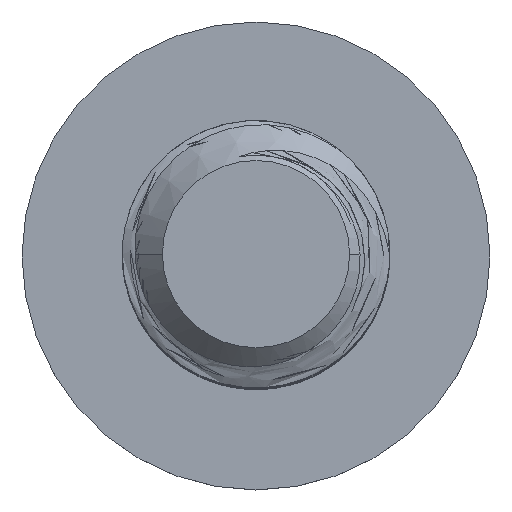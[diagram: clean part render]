
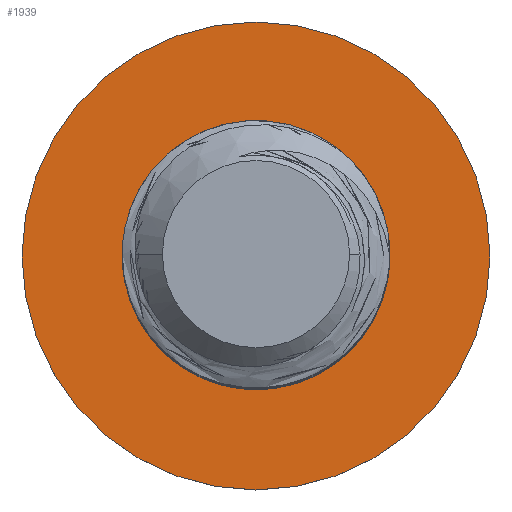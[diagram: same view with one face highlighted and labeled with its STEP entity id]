
A CAD part, top view. The second image highlights one B-rep face of the part: STEP entity #1939.
In plain terms, the highlighted face is planar.
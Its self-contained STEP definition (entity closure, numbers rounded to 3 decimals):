
#22=FACE_BOUND('',#303,.T.);
#31=PLANE('',#2087);
#68=CIRCLE('',#2046,1.);
#70=CIRCLE('',#2050,1.);
#71=CIRCLE('',#2052,1.75);
#87=CIRCLE('',#2086,1.75);
#88=CIRCLE('',#2088,1.);
#89=CIRCLE('',#2089,1.);
#192=FACE_OUTER_BOUND('',#302,.T.);
#302=EDGE_LOOP('',(#1563,#1564));
#303=EDGE_LOOP('',(#1565,#1566,#1567,#1568));
#831=VERTEX_POINT('',#4218);
#832=VERTEX_POINT('',#4220);
#835=VERTEX_POINT('',#4243);
#836=VERTEX_POINT('',#4254);
#837=VERTEX_POINT('',#4255);
#858=VERTEX_POINT('',#4373);
#1101=EDGE_CURVE('',#831,#832,#68,.T.);
#1107=EDGE_CURVE('',#832,#835,#70,.T.);
#1109=EDGE_CURVE('',#836,#837,#71,.T.);
#1147=EDGE_CURVE('',#837,#836,#87,.T.);
#1148=EDGE_CURVE('',#835,#858,#88,.T.);
#1149=EDGE_CURVE('',#858,#831,#89,.T.);
#1563=ORIENTED_EDGE('',*,*,#1109,.F.);
#1564=ORIENTED_EDGE('',*,*,#1147,.F.);
#1565=ORIENTED_EDGE('',*,*,#1148,.F.);
#1566=ORIENTED_EDGE('',*,*,#1107,.F.);
#1567=ORIENTED_EDGE('',*,*,#1101,.F.);
#1568=ORIENTED_EDGE('',*,*,#1149,.F.);
#1939=ADVANCED_FACE('',(#192,#22),#31,.T.);
#2046=AXIS2_PLACEMENT_3D('',#4221,#2350,#2351);
#2050=AXIS2_PLACEMENT_3D('',#4244,#2360,#2361);
#2052=AXIS2_PLACEMENT_3D('',#4256,#2364,#2365);
#2086=AXIS2_PLACEMENT_3D('',#4371,#2447,#2448);
#2087=AXIS2_PLACEMENT_3D('',#4372,#2449,#2450);
#2088=AXIS2_PLACEMENT_3D('',#4374,#2451,#2452);
#2089=AXIS2_PLACEMENT_3D('',#4375,#2453,#2454);
#2350=DIRECTION('center_axis',(0.,0.,-1.));
#2351=DIRECTION('ref_axis',(-1.,0.,0.));
#2360=DIRECTION('center_axis',(0.,0.,-1.));
#2361=DIRECTION('ref_axis',(-1.,0.,0.));
#2364=DIRECTION('center_axis',(0.,0.,1.));
#2365=DIRECTION('ref_axis',(1.,0.,0.));
#2447=DIRECTION('center_axis',(0.,0.,1.));
#2448=DIRECTION('ref_axis',(1.,0.,0.));
#2449=DIRECTION('center_axis',(0.,0.,-1.));
#2450=DIRECTION('ref_axis',(-1.,0.,0.));
#2451=DIRECTION('center_axis',(0.,0.,-1.));
#2452=DIRECTION('ref_axis',(-1.,0.,0.));
#2453=DIRECTION('center_axis',(0.,0.,-1.));
#2454=DIRECTION('ref_axis',(-1.,0.,0.));
#4218=CARTESIAN_POINT('',(1.,0.,-1.3));
#4220=CARTESIAN_POINT('',(-1.,0.,-1.3));
#4221=CARTESIAN_POINT('Origin',(0.,0.,-1.3));
#4243=CARTESIAN_POINT('',(0.,1.,-1.3));
#4244=CARTESIAN_POINT('Origin',(0.,0.,-1.3));
#4254=CARTESIAN_POINT('',(1.75,0.,-1.3));
#4255=CARTESIAN_POINT('',(-1.75,0.,-1.3));
#4256=CARTESIAN_POINT('Origin',(0.,0.,-1.3));
#4371=CARTESIAN_POINT('Origin',(0.,0.,-1.3));
#4372=CARTESIAN_POINT('Origin',(1.75,0.,-1.3));
#4373=CARTESIAN_POINT('',(0.701,0.714,-1.3));
#4374=CARTESIAN_POINT('Origin',(0.,0.,-1.3));
#4375=CARTESIAN_POINT('Origin',(0.,0.,-1.3));
